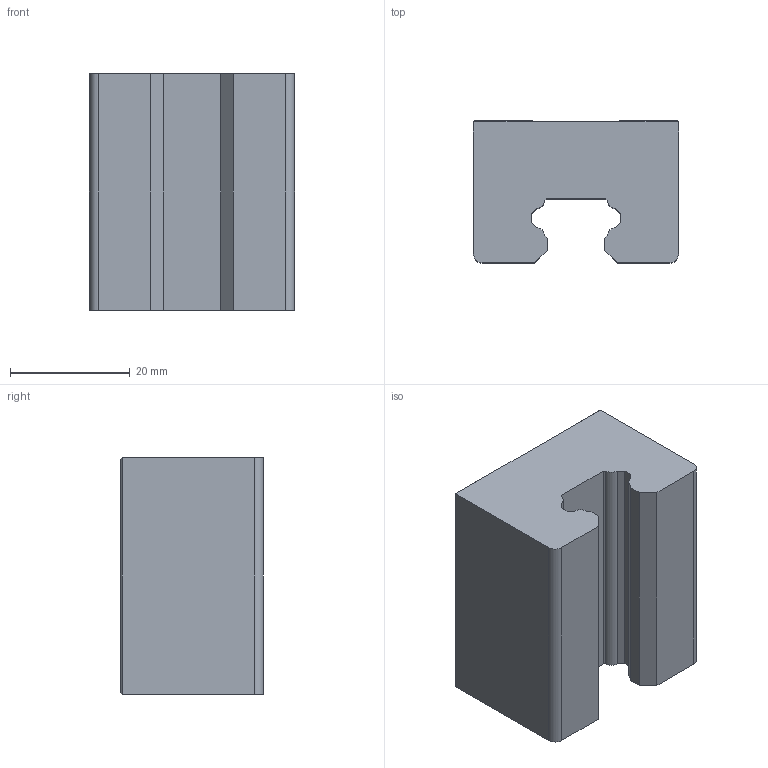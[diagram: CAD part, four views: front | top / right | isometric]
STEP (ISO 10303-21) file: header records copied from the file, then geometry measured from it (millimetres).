
FILE_DESCRIPTION (( 'STEP AP214' ), '1' );
FILE_NAME ('HGH15CC1.STEP', '2019-04-28T23:04:45', ( '' ), ( '' ), 'SwSTEP 2.0', 'SolidWorks 2019', '' );
FILE_SCHEMA (( 'AUTOMOTIVE_DESIGN' ));
Length unit declared in the file: millimetre
Products named in the file (1): HGH15CC1
Bounding box: 34.2 x 23.7 x 39.4 mm (x, y, z)
Volume: 26300.4 mm3; surface area: 7157.8 mm2
Topology: 1 solids, 1 shells, 225 faces, 587 edges, 386 vertices
Faces by surface type: plane 142, bspline 61, cylinder 14, cone 8
Entity records: 12417 total; most frequent: CARTESIAN_POINT 5436, ORIENTED_EDGE 1174, DIRECTION 831, EDGE_CURVE 587, VECTOR 429, LINE 429, VERTEX_POINT 386, EDGE_LOOP 247
